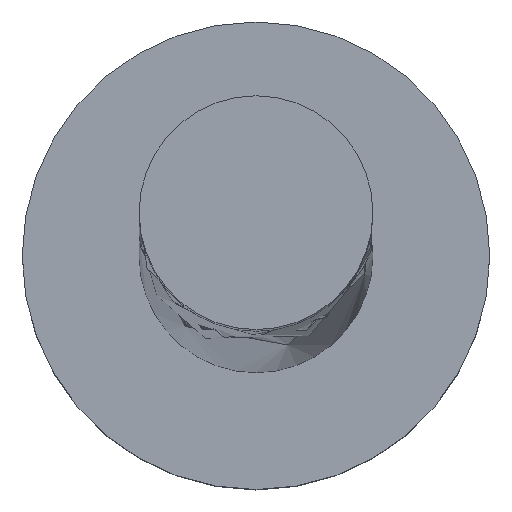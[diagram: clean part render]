
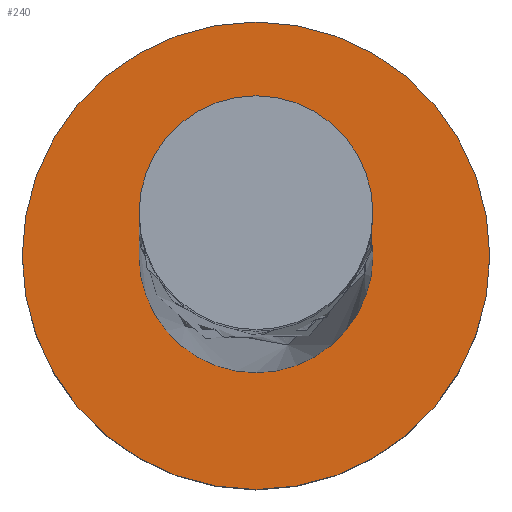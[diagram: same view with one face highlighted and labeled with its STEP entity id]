
A CAD part, top view. The second image highlights one B-rep face of the part: STEP entity #240.
In plain terms, the highlighted planar face has unit normal (0, 0, 1).
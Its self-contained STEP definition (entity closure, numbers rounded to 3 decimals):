
#29 = CARTESIAN_POINT ( 'NONE',  ( -1.5, 0., 1.5 ) ) ;
#78 = EDGE_CURVE ( 'NONE', #1143, #1424, #750, .T. ) ;
#147 = CARTESIAN_POINT ( 'NONE',  ( 0., 0., 1.5 ) ) ;
#217 = VERTEX_POINT ( 'NONE', #1110 ) ;
#240 = ADVANCED_FACE ( 'NONE', ( #511, #643 ), #634, .T. ) ;
#272 = CARTESIAN_POINT ( 'NONE',  ( 0., 0., 1.5 ) ) ;
#279 = AXIS2_PLACEMENT_3D ( 'NONE', #336, #1523, #327 ) ;
#287 = EDGE_CURVE ( 'NONE', #666, #217, #837, .T. ) ;
#327 = DIRECTION ( 'NONE',  ( 1., 0., 0. ) ) ;
#336 = CARTESIAN_POINT ( 'NONE',  ( 0., 0., 1.5 ) ) ;
#378 = DIRECTION ( 'NONE',  ( 0., 0., 1. ) ) ;
#384 = DIRECTION ( 'NONE',  ( 1., 0., 0. ) ) ;
#389 = AXIS2_PLACEMENT_3D ( 'NONE', #747, #614, #1473 ) ;
#511 = FACE_BOUND ( 'NONE', #1005, .T. ) ;
#557 = CIRCLE ( 'NONE', #842, 0.75 ) ;
#563 = CARTESIAN_POINT ( 'NONE',  ( -0.75, 0., 1.5 ) ) ;
#614 = DIRECTION ( 'NONE',  ( 0., 0., 1. ) ) ;
#634 = PLANE ( 'NONE',  #762 ) ;
#643 = FACE_OUTER_BOUND ( 'NONE', #1263, .T. ) ;
#666 = VERTEX_POINT ( 'NONE', #29 ) ;
#735 = AXIS2_PLACEMENT_3D ( 'NONE', #147, #378, #844 ) ;
#747 = CARTESIAN_POINT ( 'NONE',  ( 0., 0., 1.5 ) ) ;
#750 = CIRCLE ( 'NONE', #279, 0.75 ) ;
#762 = AXIS2_PLACEMENT_3D ( 'NONE', #272, #848, #384 ) ;
#837 = CIRCLE ( 'NONE', #735, 1.5 ) ;
#842 = AXIS2_PLACEMENT_3D ( 'NONE', #1232, #993, #1225 ) ;
#844 = DIRECTION ( 'NONE',  ( 1., 0., 0. ) ) ;
#848 = DIRECTION ( 'NONE',  ( 0., 0., 1. ) ) ;
#927 = ORIENTED_EDGE ( 'NONE', *, *, #1495, .F. ) ;
#934 = ORIENTED_EDGE ( 'NONE', *, *, #1428, .T. ) ;
#993 = DIRECTION ( 'NONE',  ( 0., 0., 1. ) ) ;
#1005 = EDGE_LOOP ( 'NONE', ( #1515, #927 ) ) ;
#1011 = ORIENTED_EDGE ( 'NONE', *, *, #287, .T. ) ;
#1110 = CARTESIAN_POINT ( 'NONE',  ( 1.5, 0., 1.5 ) ) ;
#1143 = VERTEX_POINT ( 'NONE', #563 ) ;
#1225 = DIRECTION ( 'NONE',  ( 1., 0., 0. ) ) ;
#1232 = CARTESIAN_POINT ( 'NONE',  ( 0., 0., 1.5 ) ) ;
#1263 = EDGE_LOOP ( 'NONE', ( #1011, #934 ) ) ;
#1310 = CIRCLE ( 'NONE', #389, 1.5 ) ;
#1314 = CARTESIAN_POINT ( 'NONE',  ( 0.75, 0., 1.5 ) ) ;
#1424 = VERTEX_POINT ( 'NONE', #1314 ) ;
#1428 = EDGE_CURVE ( 'NONE', #217, #666, #1310, .T. ) ;
#1473 = DIRECTION ( 'NONE',  ( 1., 0., 0. ) ) ;
#1495 = EDGE_CURVE ( 'NONE', #1424, #1143, #557, .T. ) ;
#1515 = ORIENTED_EDGE ( 'NONE', *, *, #78, .F. ) ;
#1523 = DIRECTION ( 'NONE',  ( 0., 0., 1. ) ) ;
